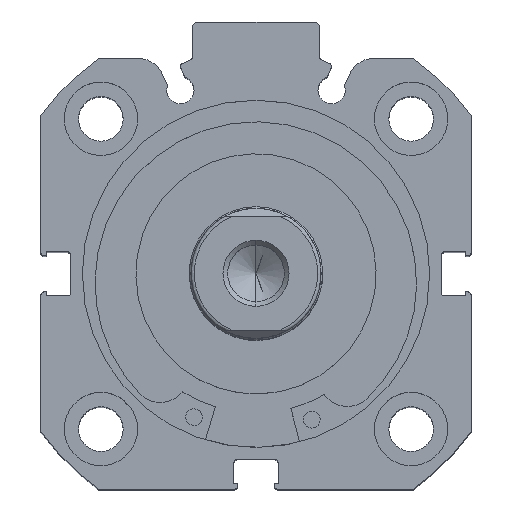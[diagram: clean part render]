
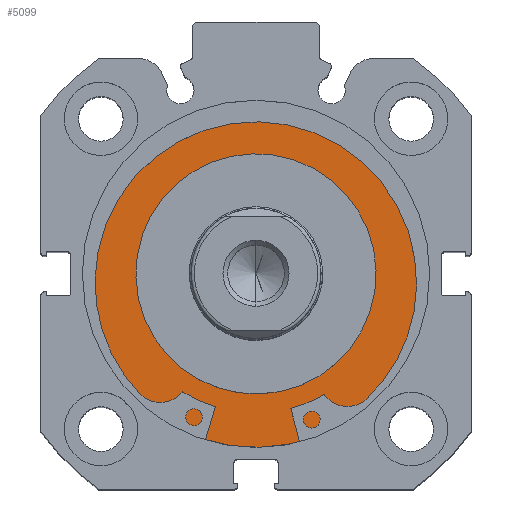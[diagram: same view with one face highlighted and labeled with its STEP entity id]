
A CAD part, top view. The second image highlights one B-rep face of the part: STEP entity #5099.
In plain terms, the highlighted face is planar.
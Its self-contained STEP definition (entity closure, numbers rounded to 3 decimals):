
#1113 = VERTEX_POINT ( 'NONE', #6574 ) ;
#1159 = VERTEX_POINT ( 'NONE', #6591 ) ;
#1164 = VERTEX_POINT ( 'NONE', #6523 ) ;
#1171 = VERTEX_POINT ( 'NONE', #6620 ) ;
#1886 = ORIENTED_EDGE ( 'NONE', *, *, #4862, .T. ) ;
#2902 = ORIENTED_EDGE ( 'NONE', *, *, #4850, .F. ) ;
#2907 = ORIENTED_EDGE ( 'NONE', *, *, #4858, .F. ) ;
#2915 = ORIENTED_EDGE ( 'NONE', *, *, #4871, .T. ) ;
#2983 = EDGE_LOOP ( 'NONE', ( #2902, #2907 ) ) ;
#2998 = EDGE_LOOP ( 'NONE', ( #1886, #2915 ) ) ;
#3509 = AXIS2_PLACEMENT_3D ( 'NONE', #5525, #5526, #5527 ) ;
#3515 = AXIS2_PLACEMENT_3D ( 'NONE', #5547, #5548, #5549 ) ;
#3518 = AXIS2_PLACEMENT_3D ( 'NONE', #5551, #5558, #5559 ) ;
#3524 = AXIS2_PLACEMENT_3D ( 'NONE', #5575, #5581, #5582 ) ;
#3638 = AXIS2_PLACEMENT_3D ( 'NONE', #6118, #6120, #6121 ) ;
#4079 = CIRCLE ( 'NONE', #3509, 18. ) ;
#4091 = CIRCLE ( 'NONE', #3515, 18. ) ;
#4095 = CIRCLE ( 'NONE', #3518, 26. ) ;
#4110 = CIRCLE ( 'NONE', #3524, 26. ) ;
#4415 = FACE_BOUND ( 'NONE', #2983, .T. ) ;
#4429 = FACE_OUTER_BOUND ( 'NONE', #2998, .T. ) ;
#4850 = EDGE_CURVE ( 'NONE', #1113, #1159, #4079, .T. ) ;
#4858 = EDGE_CURVE ( 'NONE', #1159, #1113, #4091, .T. ) ;
#4862 = EDGE_CURVE ( 'NONE', #1164, #1171, #4095, .T. ) ;
#4871 = EDGE_CURVE ( 'NONE', #1171, #1164, #4110, .T. ) ;
#5099 = ADVANCED_FACE ( 'NONE', ( #4415, #4429 ), #6119, .F. ) ;
#5525 = CARTESIAN_POINT ( 'NONE',  ( 3.5, 0., 0. ) ) ;
#5526 = DIRECTION ( 'NONE',  ( -1., 0., 0. ) ) ;
#5527 = DIRECTION ( 'NONE',  ( 0., 0., 1. ) ) ;
#5547 = CARTESIAN_POINT ( 'NONE',  ( 3.5, 0., 0. ) ) ;
#5548 = DIRECTION ( 'NONE',  ( -1., 0., 0. ) ) ;
#5549 = DIRECTION ( 'NONE',  ( 0., 0., 1. ) ) ;
#5551 = CARTESIAN_POINT ( 'NONE',  ( 3.5, 0., 0. ) ) ;
#5558 = DIRECTION ( 'NONE',  ( -1., 0., 0. ) ) ;
#5559 = DIRECTION ( 'NONE',  ( 0., 0., 1. ) ) ;
#5575 = CARTESIAN_POINT ( 'NONE',  ( 3.5, 0., 0. ) ) ;
#5581 = DIRECTION ( 'NONE',  ( -1., 0., 0. ) ) ;
#5582 = DIRECTION ( 'NONE',  ( 0., 0., 1. ) ) ;
#6118 = CARTESIAN_POINT ( 'NONE',  ( 3.5, 26., 0. ) ) ;
#6119 = PLANE ( 'NONE',  #3638 ) ;
#6120 = DIRECTION ( 'NONE',  ( 1., 0., 0. ) ) ;
#6121 = DIRECTION ( 'NONE',  ( 0., 0., -1. ) ) ;
#6523 = CARTESIAN_POINT ( 'NONE',  ( 3.5, 0., 26. ) ) ;
#6574 = CARTESIAN_POINT ( 'NONE',  ( 3.5, 0., 18. ) ) ;
#6591 = CARTESIAN_POINT ( 'NONE',  ( 3.5, 0., -18. ) ) ;
#6620 = CARTESIAN_POINT ( 'NONE',  ( 3.5, 0., -26. ) ) ;
